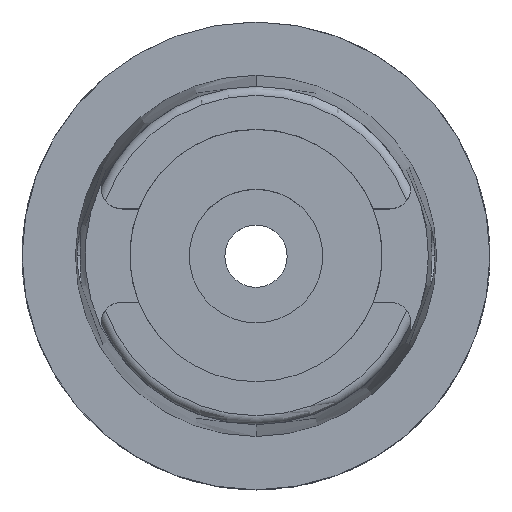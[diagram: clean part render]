
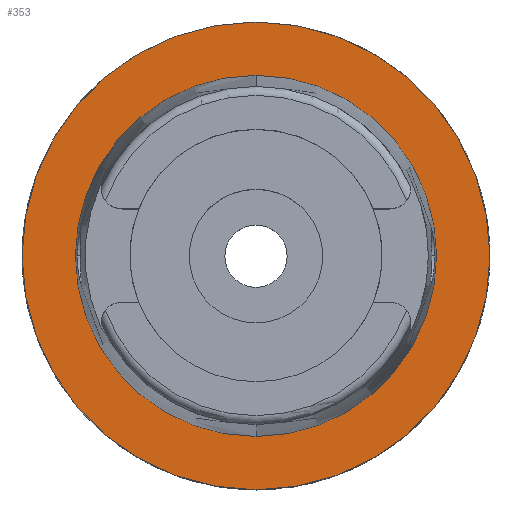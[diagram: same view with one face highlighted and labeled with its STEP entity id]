
A CAD part, top view. The second image highlights one B-rep face of the part: STEP entity #353.
In plain terms, the highlighted planar face has unit normal (0, 0, 1).
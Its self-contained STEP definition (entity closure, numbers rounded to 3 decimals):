
#174 = DIRECTION ( 'NONE',  ( 0., 0., -1. ) ) ;
#353 = ADVANCED_FACE ( 'NONE', ( #4071, #2667 ), #3105, .T. ) ;
#354 = AXIS2_PLACEMENT_3D ( 'NONE', #4450, #4942, #3138 ) ;
#641 = CIRCLE ( 'NONE', #2214, 31.5 ) ;
#650 = EDGE_CURVE ( 'NONE', #2038, #1078, #641, .T. ) ;
#652 = AXIS2_PLACEMENT_3D ( 'NONE', #2250, #5568, #1263 ) ;
#1078 = VERTEX_POINT ( 'NONE', #4250 ) ;
#1263 = DIRECTION ( 'NONE',  ( 0., -1., 0. ) ) ;
#1292 = VERTEX_POINT ( 'NONE', #4108 ) ;
#1760 = DIRECTION ( 'NONE',  ( 0., -1., 0. ) ) ;
#1774 = EDGE_CURVE ( 'NONE', #1078, #2038, #5996, .T. ) ;
#1878 = DIRECTION ( 'NONE',  ( 0., 0., 1. ) ) ;
#2038 = VERTEX_POINT ( 'NONE', #4391 ) ;
#2151 = CIRCLE ( 'NONE', #3140, 24.315 ) ;
#2214 = AXIS2_PLACEMENT_3D ( 'NONE', #4409, #174, #3505 ) ;
#2250 = CARTESIAN_POINT ( 'NONE',  ( 0., 0., 0. ) ) ;
#2578 = AXIS2_PLACEMENT_3D ( 'NONE', #3709, #1878, #3767 ) ;
#2655 = DIRECTION ( 'NONE',  ( 0., 0., 1. ) ) ;
#2667 = FACE_BOUND ( 'NONE', #5737, .T. ) ;
#3069 = ORIENTED_EDGE ( 'NONE', *, *, #4926, .F. ) ;
#3105 = PLANE ( 'NONE',  #354 ) ;
#3138 = DIRECTION ( 'NONE',  ( 1., 0., 0. ) ) ;
#3140 = AXIS2_PLACEMENT_3D ( 'NONE', #3528, #2655, #1760 ) ;
#3198 = ORIENTED_EDGE ( 'NONE', *, *, #1774, .F. ) ;
#3310 = VERTEX_POINT ( 'NONE', #6075 ) ;
#3505 = DIRECTION ( 'NONE',  ( 0., 1., 0. ) ) ;
#3528 = CARTESIAN_POINT ( 'NONE',  ( 0., 0., 0. ) ) ;
#3709 = CARTESIAN_POINT ( 'NONE',  ( 0., 0., 0. ) ) ;
#3767 = DIRECTION ( 'NONE',  ( 0., 1., 0. ) ) ;
#3823 = EDGE_LOOP ( 'NONE', ( #5940, #3198 ) ) ;
#4071 = FACE_OUTER_BOUND ( 'NONE', #3823, .T. ) ;
#4108 = CARTESIAN_POINT ( 'NONE',  ( 0., -24.315, 0. ) ) ;
#4250 = CARTESIAN_POINT ( 'NONE',  ( 0., -31.5, 0. ) ) ;
#4391 = CARTESIAN_POINT ( 'NONE',  ( 0., 31.5, 0. ) ) ;
#4409 = CARTESIAN_POINT ( 'NONE',  ( 0., 0., 0. ) ) ;
#4450 = CARTESIAN_POINT ( 'NONE',  ( 0., 0., 0. ) ) ;
#4926 = EDGE_CURVE ( 'NONE', #3310, #1292, #5848, .T. ) ;
#4942 = DIRECTION ( 'NONE',  ( 0., 0., 1. ) ) ;
#5406 = ORIENTED_EDGE ( 'NONE', *, *, #5945, .F. ) ;
#5568 = DIRECTION ( 'NONE',  ( 0., 0., -1. ) ) ;
#5737 = EDGE_LOOP ( 'NONE', ( #3069, #5406 ) ) ;
#5848 = CIRCLE ( 'NONE', #2578, 24.315 ) ;
#5940 = ORIENTED_EDGE ( 'NONE', *, *, #650, .F. ) ;
#5945 = EDGE_CURVE ( 'NONE', #1292, #3310, #2151, .T. ) ;
#5996 = CIRCLE ( 'NONE', #652, 31.5 ) ;
#6075 = CARTESIAN_POINT ( 'NONE',  ( 0., 24.315, 0. ) ) ;
